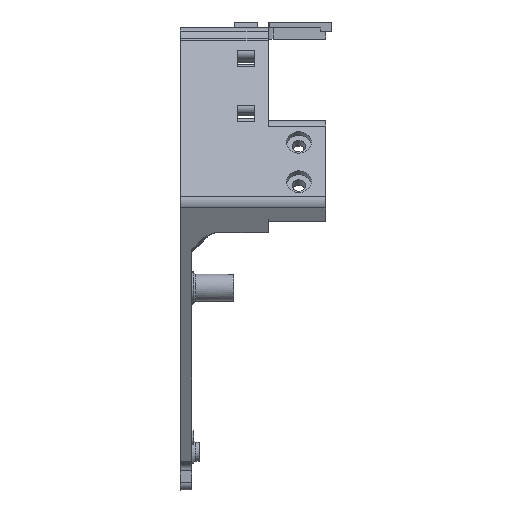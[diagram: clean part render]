
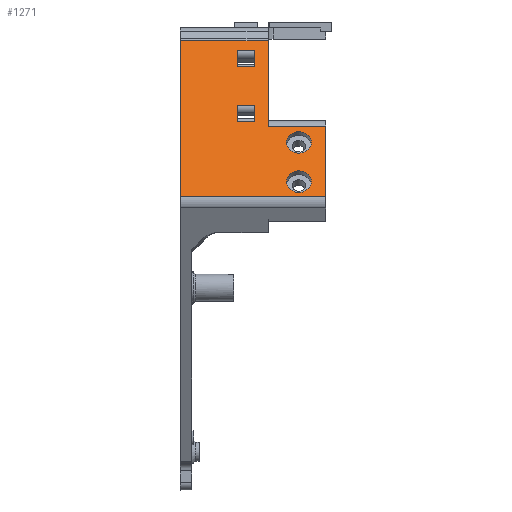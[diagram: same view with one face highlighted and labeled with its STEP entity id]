
A CAD part, left-side view. The second image highlights one B-rep face of the part: STEP entity #1271.
In plain terms, the highlighted planar face has unit normal (-0.866, 0, 0.5).
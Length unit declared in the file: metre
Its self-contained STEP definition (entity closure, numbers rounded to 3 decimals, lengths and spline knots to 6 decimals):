
#1271 = ADVANCED_FACE( '', ( #2722, #2723, #2724, #2725, #2726 ), #2727, .F. );
#2722 = FACE_OUTER_BOUND( '', #4444, .T. );
#2723 = FACE_BOUND( '', #4445, .T. );
#2724 = FACE_BOUND( '', #4446, .T. );
#2725 = FACE_BOUND( '', #4447, .T. );
#2726 = FACE_BOUND( '', #4448, .T. );
#2727 = PLANE( '', #4449 );
#4444 = EDGE_LOOP( '', ( #8627, #8628, #8629, #8630, #8631, #8632 ) );
#4445 = EDGE_LOOP( '', ( #8633, #8634, #8635, #8636 ) );
#4446 = EDGE_LOOP( '', ( #8637, #8638, #8639, #8640 ) );
#4447 = EDGE_LOOP( '', ( #8641 ) );
#4448 = EDGE_LOOP( '', ( #8642 ) );
#4449 = AXIS2_PLACEMENT_3D( '', #8643, #8644, #8645 );
#8627 = ORIENTED_EDGE( '', *, *, #11114, .T. );
#8628 = ORIENTED_EDGE( '', *, *, #10508, .T. );
#8629 = ORIENTED_EDGE( '', *, *, #9986, .F. );
#8630 = ORIENTED_EDGE( '', *, *, #11403, .T. );
#8631 = ORIENTED_EDGE( '', *, *, #10240, .T. );
#8632 = ORIENTED_EDGE( '', *, *, #11193, .T. );
#8633 = ORIENTED_EDGE( '', *, *, #10685, .T. );
#8634 = ORIENTED_EDGE( '', *, *, #11053, .T. );
#8635 = ORIENTED_EDGE( '', *, *, #10083, .T. );
#8636 = ORIENTED_EDGE( '', *, *, #9882, .F. );
#8637 = ORIENTED_EDGE( '', *, *, #11008, .F. );
#8638 = ORIENTED_EDGE( '', *, *, #11045, .T. );
#8639 = ORIENTED_EDGE( '', *, *, #11404, .T. );
#8640 = ORIENTED_EDGE( '', *, *, #10933, .T. );
#8641 = ORIENTED_EDGE( '', *, *, #11318, .F. );
#8642 = ORIENTED_EDGE( '', *, *, #11405, .F. );
#8643 = CARTESIAN_POINT( '', ( -0.025405, 0.01905, 0.007486 ) );
#8644 = DIRECTION( '', ( 0.866, 0., -0.5 ) );
#8645 = DIRECTION( '', ( -0.5, 0., -0.866 ) );
#9882 = EDGE_CURVE( '', #11801, #11802, #11803, .T. );
#9986 = EDGE_CURVE( '', #11985, #11986, #11987, .T. );
#10083 = EDGE_CURVE( '', #12152, #11802, #12155, .T. );
#10240 = EDGE_CURVE( '', #12421, #12419, #12422, .T. );
#10508 = EDGE_CURVE( '', #12860, #11986, #12861, .F. );
#10685 = EDGE_CURVE( '', #11801, #13140, #13142, .T. );
#10933 = EDGE_CURVE( '', #13507, #13511, #13513, .T. );
#11008 = EDGE_CURVE( '', #13615, #13511, #13617, .T. );
#11045 = EDGE_CURVE( '', #13615, #13661, #13663, .F. );
#11053 = EDGE_CURVE( '', #13140, #12152, #13672, .T. );
#11114 = EDGE_CURVE( '', #13761, #12860, #13762, .T. );
#11193 = EDGE_CURVE( '', #12419, #13761, #13870, .F. );
#11318 = EDGE_CURVE( '', #14023, #14023, #14024, .T. );
#11403 = EDGE_CURVE( '', #11985, #12421, #14118, .T. );
#11404 = EDGE_CURVE( '', #13661, #13507, #14119, .T. );
#11405 = EDGE_CURVE( '', #14120, #14120, #14121, .T. );
#11801 = VERTEX_POINT( '', #14638 );
#11802 = VERTEX_POINT( '', #14639 );
#11803 = LINE( '', #14640, #14641 );
#11985 = VERTEX_POINT( '', #14927 );
#11986 = VERTEX_POINT( '', #14928 );
#11987 = LINE( '', #14929, #14930 );
#12152 = VERTEX_POINT( '', #15174 );
#12155 = LINE( '', #15178, #15179 );
#12419 = VERTEX_POINT( '', #15597 );
#12421 = VERTEX_POINT( '', #15599 );
#12422 = LINE( '', #15600, #15601 );
#12860 = VERTEX_POINT( '', #16364 );
#12861 = LINE( '', #16365, #16366 );
#13140 = VERTEX_POINT( '', #16888 );
#13142 = LINE( '', #16890, #16891 );
#13507 = VERTEX_POINT( '', #17515 );
#13511 = VERTEX_POINT( '', #17520 );
#13513 = LINE( '', #17522, #17523 );
#13615 = VERTEX_POINT( '', #17682 );
#13617 = LINE( '', #17684, #17685 );
#13661 = VERTEX_POINT( '', #17771 );
#13663 = LINE( '', #17773, #17774 );
#13672 = LINE( '', #17786, #17787 );
#13761 = VERTEX_POINT( '', #17921 );
#13762 = LINE( '', #17922, #17923 );
#13870 = LINE( '', #18075, #18076 );
#14023 = VERTEX_POINT( '', #18339 );
#14024 = CIRCLE( '', #18340, 0.00325 );
#14118 = LINE( '', #18518, #18519 );
#14119 = LINE( '', #18520, #18521 );
#14120 = VERTEX_POINT( '', #18522 );
#14121 = CIRCLE( '', #18523, 0.00325 );
#14638 = CARTESIAN_POINT( '', ( -0.02552, -0.000452, 0.007288 ) );
#14639 = CARTESIAN_POINT( '', ( -0.023037, -0.000452, 0.011589 ) );
#14640 = CARTESIAN_POINT( '', ( -0.019735, -0.000452, 0.017308 ) );
#14641 = VECTOR( '', #18878, 1. );
#14927 = CARTESIAN_POINT( '', ( -0.026253, -0.018952, 0.006018 ) );
#14928 = CARTESIAN_POINT( '', ( -0.036854, -0.018952, -0.012344 ) );
#14929 = CARTESIAN_POINT( '', ( -0.030503, -0.018952, -0.001344 ) );
#14930 = VECTOR( '', #18961, 1. );
#15174 = CARTESIAN_POINT( '', ( -0.023037, 0.004048, 0.011589 ) );
#15178 = CARTESIAN_POINT( '', ( -0.023037, 0.01905, 0.011589 ) );
#15179 = VECTOR( '', #19069, 1. );
#15597 = CARTESIAN_POINT( '', ( -0.013288, -0.003952, 0.028474 ) );
#15599 = CARTESIAN_POINT( '', ( -0.026253, -0.003952, 0.006018 ) );
#15600 = CARTESIAN_POINT( '', ( -0.025405, -0.003952, 0.007486 ) );
#15601 = VECTOR( '', #19217, 1. );
#16364 = CARTESIAN_POINT( '', ( -0.036854, 0.019048, -0.012344 ) );
#16365 = CARTESIAN_POINT( '', ( -0.036854, 0.01905, -0.012344 ) );
#16366 = VECTOR( '', #19427, 1. );
#16888 = CARTESIAN_POINT( '', ( -0.02552, 0.004048, 0.007288 ) );
#16890 = CARTESIAN_POINT( '', ( -0.02552, 0.004048, 0.007288 ) );
#16891 = VECTOR( '', #19553, 1. );
#17515 = CARTESIAN_POINT( '', ( -0.014787, 0.004048, 0.025878 ) );
#17520 = CARTESIAN_POINT( '', ( -0.014787, -0.000452, 0.025878 ) );
#17522 = CARTESIAN_POINT( '', ( -0.014787, 0.01905, 0.025878 ) );
#17523 = VECTOR( '', #19774, 1. );
#17682 = CARTESIAN_POINT( '', ( -0.017287, -0.000452, 0.021548 ) );
#17684 = CARTESIAN_POINT( '', ( -0.019735, -0.000452, 0.017308 ) );
#17685 = VECTOR( '', #19838, 1. );
#17771 = CARTESIAN_POINT( '', ( -0.017287, 0.004048, 0.021548 ) );
#17773 = CARTESIAN_POINT( '', ( -0.017287, 0.01905, 0.021548 ) );
#17774 = VECTOR( '', #19868, 1. );
#17786 = CARTESIAN_POINT( '', ( -0.025405, 0.004048, 0.007486 ) );
#17787 = VECTOR( '', #19878, 1. );
#17921 = CARTESIAN_POINT( '', ( -0.013288, 0.019048, 0.028474 ) );
#17922 = CARTESIAN_POINT( '', ( -0.025405, 0.019048, 0.007486 ) );
#17923 = VECTOR( '', #19938, 1. );
#18075 = CARTESIAN_POINT( '', ( -0.013288, 0.019048, 0.028474 ) );
#18076 = VECTOR( '', #20052, 1. );
#18339 = CARTESIAN_POINT( '', ( -0.027048, -0.011952, 0.00464 ) );
#18340 = AXIS2_PLACEMENT_3D( '', #20152, #20153, #20154 );
#18518 = CARTESIAN_POINT( '', ( -0.026253, -0.003952, 0.006018 ) );
#18519 = VECTOR( '', #20205, 1. );
#18520 = CARTESIAN_POINT( '', ( -0.025405, 0.004048, 0.007486 ) );
#18521 = VECTOR( '', #20206, 1. );
#18522 = CARTESIAN_POINT( '', ( -0.032982, -0.011952, -0.005637 ) );
#18523 = AXIS2_PLACEMENT_3D( '', #20207, #20208, #20209 );
#18878 = DIRECTION( '', ( 0.5, 0., 0.866 ) );
#18961 = DIRECTION( '', ( -0.5, 0., -0.866 ) );
#19069 = DIRECTION( '', ( 0., -1., 0. ) );
#19217 = DIRECTION( '', ( 0.5, 0., 0.866 ) );
#19427 = DIRECTION( '', ( 0., 1., 0. ) );
#19553 = DIRECTION( '', ( 0., 1., 0. ) );
#19774 = DIRECTION( '', ( 0., -1., 0. ) );
#19838 = DIRECTION( '', ( 0.5, 0., 0.866 ) );
#19868 = DIRECTION( '', ( 0., -1., 0. ) );
#19878 = DIRECTION( '', ( 0.5, 0., 0.866 ) );
#19938 = DIRECTION( '', ( -0.5, 0., -0.866 ) );
#20052 = DIRECTION( '', ( 0., -1., 0. ) );
#20152 = CARTESIAN_POINT( '', ( -0.028673, -0.011952, 0.001826 ) );
#20153 = DIRECTION( '', ( -0.866, 0., 0.5 ) );
#20154 = DIRECTION( '', ( 0.5, 0., 0.866 ) );
#20205 = DIRECTION( '', ( 0., 1., 0. ) );
#20206 = DIRECTION( '', ( 0.5, 0., 0.866 ) );
#20207 = CARTESIAN_POINT( '', ( -0.034607, -0.011952, -0.008452 ) );
#20208 = DIRECTION( '', ( -0.866, 0., 0.5 ) );
#20209 = DIRECTION( '', ( 0.5, 0., 0.866 ) );
